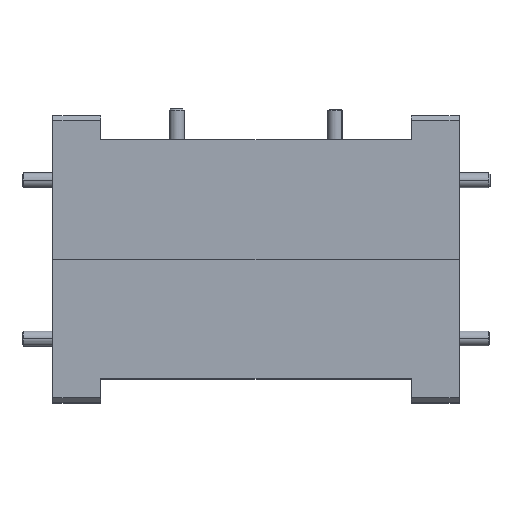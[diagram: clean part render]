
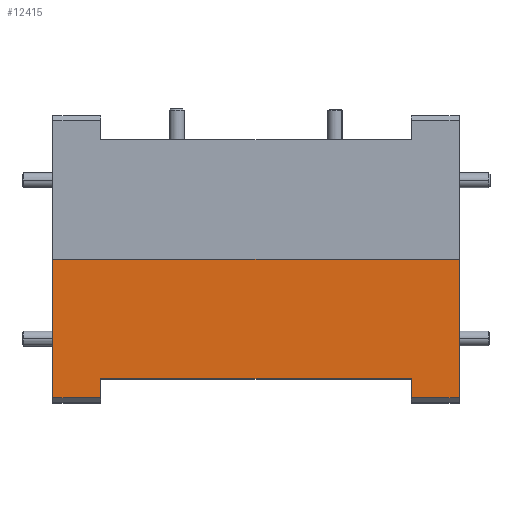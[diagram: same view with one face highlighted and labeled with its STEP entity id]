
A CAD part, top view. The second image highlights one B-rep face of the part: STEP entity #12415.
In plain terms, the highlighted planar face has unit normal (0, 0, 1).
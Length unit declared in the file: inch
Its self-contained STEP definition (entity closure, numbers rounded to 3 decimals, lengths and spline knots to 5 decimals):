
#85 = ORIENTED_EDGE ( 'NONE', *, *, #16571, .T. ) ;
#151 = CARTESIAN_POINT ( 'NONE',  ( -2.2861, 0.61267, 1.39341 ) ) ;
#157 = AXIS2_PLACEMENT_3D ( 'NONE', #11615, #2595, #14554 ) ;
#317 = LINE ( 'NONE', #15712, #17510 ) ;
#616 = ORIENTED_EDGE ( 'NONE', *, *, #18592, .T. ) ;
#1312 = CARTESIAN_POINT ( 'NONE',  ( -3.5861, 0.61267, 1.39341 ) ) ;
#1346 = CARTESIAN_POINT ( 'NONE',  ( -3.7861, 1.11267, 1.39341 ) ) ;
#1469 = VECTOR ( 'NONE', #16057, 39.37008 ) ;
#2412 = VERTEX_POINT ( 'NONE', #9597 ) ;
#2595 = DIRECTION ( 'NONE',  ( 0., 0., 1. ) ) ;
#4108 = DIRECTION ( 'NONE',  ( 0., -1., 0. ) ) ;
#4481 = EDGE_LOOP ( 'NONE', ( #6507, #85, #18510, #14849, #9221, #11444, #616, #6540 ) ) ;
#4883 = CARTESIAN_POINT ( 'NONE',  ( -2.0861, 0.53267, 1.39341 ) ) ;
#5528 = PLANE ( 'NONE',  #157 ) ;
#5851 = LINE ( 'NONE', #12649, #7229 ) ;
#5904 = CARTESIAN_POINT ( 'NONE',  ( -3.5861, 0.61267, 1.39341 ) ) ;
#6002 = VECTOR ( 'NONE', #12527, 39.37008 ) ;
#6067 = VERTEX_POINT ( 'NONE', #4883 ) ;
#6175 = DIRECTION ( 'NONE',  ( 0., 1., 0. ) ) ;
#6507 = ORIENTED_EDGE ( 'NONE', *, *, #14566, .F. ) ;
#6527 = CARTESIAN_POINT ( 'NONE',  ( -2.0861, 1.11267, 1.39341 ) ) ;
#6540 = ORIENTED_EDGE ( 'NONE', *, *, #11263, .F. ) ;
#6724 = EDGE_CURVE ( 'NONE', #8284, #2412, #317, .T. ) ;
#6801 = CARTESIAN_POINT ( 'NONE',  ( -3.7861, 1.11267, 1.39341 ) ) ;
#7229 = VECTOR ( 'NONE', #12773, 39.37008 ) ;
#7394 = CARTESIAN_POINT ( 'NONE',  ( -3.7861, 0.53267, 1.39341 ) ) ;
#8092 = CARTESIAN_POINT ( 'NONE',  ( -3.5861, 0.53267, 1.39341 ) ) ;
#8165 = VECTOR ( 'NONE', #10181, 39.37008 ) ;
#8284 = VERTEX_POINT ( 'NONE', #16690 ) ;
#8394 = FACE_OUTER_BOUND ( 'NONE', #4481, .T. ) ;
#9221 = ORIENTED_EDGE ( 'NONE', *, *, #6724, .T. ) ;
#9597 = CARTESIAN_POINT ( 'NONE',  ( -2.2861, 0.53267, 1.39341 ) ) ;
#10181 = DIRECTION ( 'NONE',  ( 0., -1., 0. ) ) ;
#10403 = DIRECTION ( 'NONE',  ( -1., 0., 0. ) ) ;
#10449 = VERTEX_POINT ( 'NONE', #7394 ) ;
#11017 = CARTESIAN_POINT ( 'NONE',  ( -3.7861, 0.51267, 1.39341 ) ) ;
#11263 = EDGE_CURVE ( 'NONE', #15798, #15834, #17273, .T. ) ;
#11444 = ORIENTED_EDGE ( 'NONE', *, *, #13638, .T. ) ;
#11615 = CARTESIAN_POINT ( 'NONE',  ( -3.7861, 0.51267, 1.39341 ) ) ;
#12275 = DIRECTION ( 'NONE',  ( 0., 1., 0. ) ) ;
#12415 = ADVANCED_FACE ( 'NONE', ( #8394 ), #5528, .T. ) ;
#12527 = DIRECTION ( 'NONE',  ( 1., 0., 0. ) ) ;
#12533 = EDGE_CURVE ( 'NONE', #16797, #15050, #13692, .T. ) ;
#12649 = CARTESIAN_POINT ( 'NONE',  ( -2.0861, 0.53267, 1.39341 ) ) ;
#12773 = DIRECTION ( 'NONE',  ( 1., 0., 0. ) ) ;
#13111 = LINE ( 'NONE', #8092, #6002 ) ;
#13412 = CARTESIAN_POINT ( 'NONE',  ( -3.5861, 0.53267, 1.39341 ) ) ;
#13638 = EDGE_CURVE ( 'NONE', #2412, #6067, #5851, .T. ) ;
#13692 = LINE ( 'NONE', #5904, #8165 ) ;
#14554 = DIRECTION ( 'NONE',  ( 1., 0., 0. ) ) ;
#14566 = EDGE_CURVE ( 'NONE', #10449, #15798, #15876, .T. ) ;
#14849 = ORIENTED_EDGE ( 'NONE', *, *, #14937, .F. ) ;
#14937 = EDGE_CURVE ( 'NONE', #8284, #16797, #18607, .T. ) ;
#14992 = VECTOR ( 'NONE', #12275, 39.37008 ) ;
#15050 = VERTEX_POINT ( 'NONE', #13412 ) ;
#15183 = VECTOR ( 'NONE', #10403, 39.37008 ) ;
#15712 = CARTESIAN_POINT ( 'NONE',  ( -2.2861, 0.61267, 1.39341 ) ) ;
#15733 = LINE ( 'NONE', #17873, #18029 ) ;
#15798 = VERTEX_POINT ( 'NONE', #6801 ) ;
#15834 = VERTEX_POINT ( 'NONE', #6527 ) ;
#15876 = LINE ( 'NONE', #11017, #14992 ) ;
#16057 = DIRECTION ( 'NONE',  ( 1., 0., 0. ) ) ;
#16571 = EDGE_CURVE ( 'NONE', #10449, #15050, #13111, .T. ) ;
#16690 = CARTESIAN_POINT ( 'NONE',  ( -2.2861, 0.61267, 1.39341 ) ) ;
#16797 = VERTEX_POINT ( 'NONE', #1312 ) ;
#17273 = LINE ( 'NONE', #1346, #1469 ) ;
#17510 = VECTOR ( 'NONE', #4108, 39.37008 ) ;
#17873 = CARTESIAN_POINT ( 'NONE',  ( -2.0861, 0.51267, 1.39341 ) ) ;
#18029 = VECTOR ( 'NONE', #6175, 39.37008 ) ;
#18510 = ORIENTED_EDGE ( 'NONE', *, *, #12533, .F. ) ;
#18592 = EDGE_CURVE ( 'NONE', #6067, #15834, #15733, .T. ) ;
#18607 = LINE ( 'NONE', #151, #15183 ) ;
